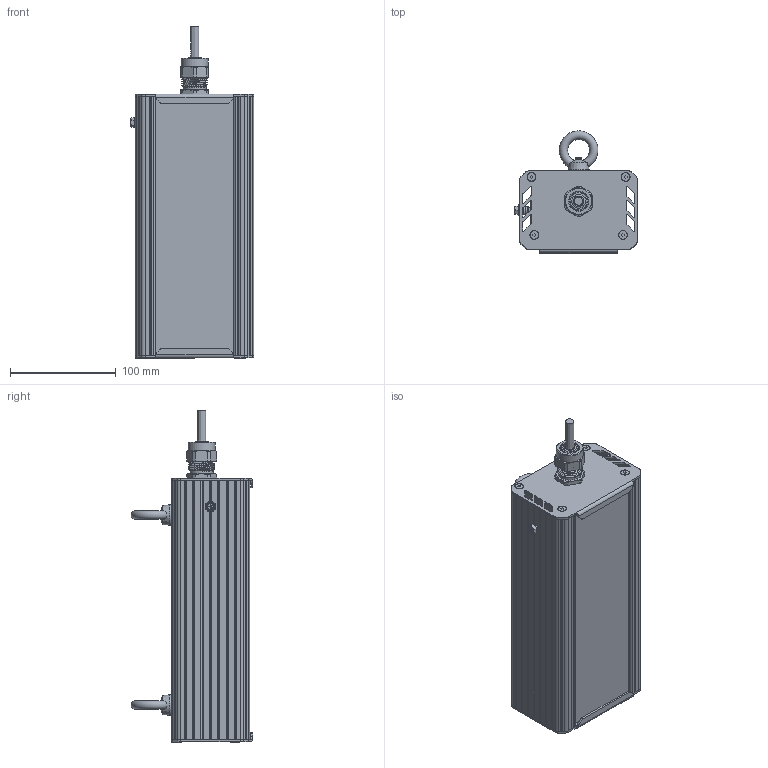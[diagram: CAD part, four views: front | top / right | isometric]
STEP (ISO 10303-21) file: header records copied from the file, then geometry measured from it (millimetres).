
FILE_DESCRIPTION(('STEP AP214'), '1');
FILE_NAME('001.0092.00.008 - ÃÑÏ-Ïðèìà-Îïòèê-2Åõ30', '', ('UNSPECIFIED'), ('UNSPECIFIED'), 'C3D Converter', 'C3D Toolkit', '');
FILE_SCHEMA(('AUTOMOTIVE_DESIGN { 1 0 10303 214 3 1 1}'));
Length unit declared in the file: millimetre
Products named in the file (30): 001.0092.00.008; 001.0065.02.000
Assembly tree (52 placements, depth 4):
  001.0092.00.008
    (unnamed)
      (unnamed)  x4
      (unnamed)  x4
      (unnamed)
      (unnamed)
      (unnamed)
      (unnamed)
      (unnamed)
      (unnamed)
      (unnamed)
      (unnamed)
      (unnamed)
      (unnamed)
      (unnamed)
        (unnamed)
    001.0065.02.000  x2
      (unnamed)
      (unnamed)
    (unnamed)  x3
      (unnamed)
      (unnamed)
      (unnamed)
      (unnamed)
      (unnamed)
      (unnamed)
      (unnamed)
      (unnamed)
      (unnamed)
      (unnamed)
Bounding box: 117.15 x 115.39 x 314.5 mm (x, y, z)
Volume: 556045.8 mm3; surface area: 452792.9 mm2
Topology: 129 solids, 129 shells, 1969 faces, 4660 edges, 3119 vertices
Faces by surface type: plane 1330, cylinder 486, cone 79, bspline 59, sphere 9, torus 6
Full cylindrical faces by diameter (mm): 1 x9, 2 x6, 2.5 x12, 2.8 x75, 3.2 x9, 3.5 x18, 4 x9, 5 x3, 6 x3, 7 x2, 8 x8, 9 x39, 10 x1, 12.5 x1, 13 x1, 16 x1, 17 x1, 18 x1, 18.5 x1, 19 x1, 20 x1, 21.5 x1, 22 x2, 25.5 x1
Entity records: 79156 total; most frequent: CARTESIAN_POINT 43678, DIRECTION 6136, ORIENTED_EDGE 5078, EDGE_CURVE 2539, AXIS2_PLACEMENT_3D 2245, VERTEX_POINT 1767, LINE 1646, VECTOR 1646
